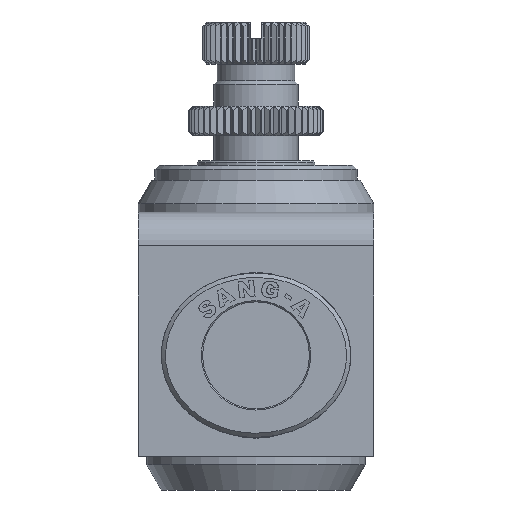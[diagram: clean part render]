
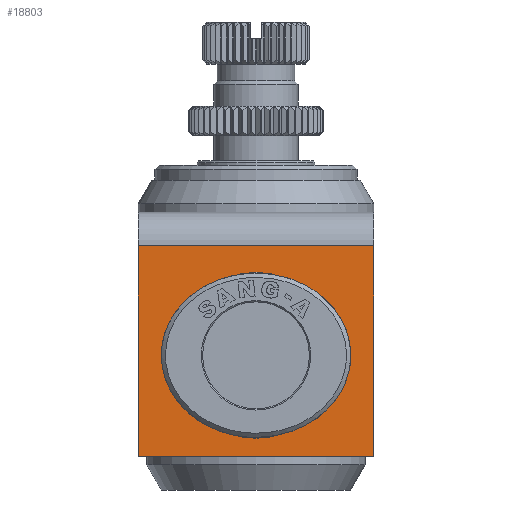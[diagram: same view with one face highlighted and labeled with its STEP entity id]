
A CAD part, left-side view. The second image highlights one B-rep face of the part: STEP entity #18803.
In plain terms, the highlighted planar face has unit normal (-1, 0, 0).
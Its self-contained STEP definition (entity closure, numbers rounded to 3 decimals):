
#794=LINE('',#26385,#2804);
#799=LINE('',#26399,#2809);
#800=LINE('',#26403,#2810);
#801=LINE('',#26405,#2811);
#2804=VECTOR('',#21402,1000.);
#2809=VECTOR('',#21413,1000.);
#2810=VECTOR('',#21418,1000.);
#2811=VECTOR('',#21419,1000.);
#4832=ORIENTED_EDGE('',*,*,#10591,.T.);
#4833=ORIENTED_EDGE('',*,*,#10592,.F.);
#4834=ORIENTED_EDGE('',*,*,#10583,.T.);
#4835=ORIENTED_EDGE('',*,*,#10590,.T.);
#4836=ORIENTED_EDGE('',*,*,#10593,.T.);
#10583=EDGE_CURVE('',#13464,#13463,#794,.T.);
#10590=EDGE_CURVE('',#13463,#13469,#799,.T.);
#10591=EDGE_CURVE('',#13470,#13470,#15333,.T.);
#10592=EDGE_CURVE('',#13464,#13471,#800,.T.);
#10593=EDGE_CURVE('',#13469,#13471,#801,.T.);
#13463=VERTEX_POINT('',#26384);
#13464=VERTEX_POINT('',#26386);
#13469=VERTEX_POINT('',#26398);
#13470=VERTEX_POINT('',#26402);
#13471=VERTEX_POINT('',#26404);
#15333=CIRCLE('',#19905,9.85);
#15736=EDGE_LOOP('',(#4832));
#15737=EDGE_LOOP('',(#4833,#4834,#4835,#4836));
#16886=FACE_BOUND('',#15736,.T.);
#16887=FACE_BOUND('',#15737,.T.);
#18032=PLANE('',#19904);
#18803=ADVANCED_FACE('',(#16886,#16887),#18032,.T.);
#19904=AXIS2_PLACEMENT_3D('',#26400,#21414,#21415);
#19905=AXIS2_PLACEMENT_3D('',#26401,#21416,#21417);
#21402=DIRECTION('',(0.,0.,-1.));
#21413=DIRECTION('',(0.,-1.,0.));
#21414=DIRECTION('',(-1.,0.,0.));
#21415=DIRECTION('',(0.,0.,1.));
#21416=DIRECTION('',(1.,0.,0.));
#21417=DIRECTION('',(0.,0.,1.));
#21418=DIRECTION('',(0.,-1.,0.));
#21419=DIRECTION('',(0.,0.,1.));
#26384=CARTESIAN_POINT('',(12.903,7.156,-11.934));
#26385=CARTESIAN_POINT('',(12.903,7.156,13.066));
#26386=CARTESIAN_POINT('',(12.903,7.156,13.066));
#26398=CARTESIAN_POINT('',(12.903,-20.844,-11.934));
#26399=CARTESIAN_POINT('',(12.903,7.156,-11.934));
#26400=CARTESIAN_POINT('',(12.903,-6.844,17.066));
#26401=CARTESIAN_POINT('',(12.903,-6.844,0.066));
#26402=CARTESIAN_POINT('',(12.903,-6.844,9.916));
#26403=CARTESIAN_POINT('',(12.903,7.156,13.066));
#26404=CARTESIAN_POINT('',(12.903,-20.844,13.066));
#26405=CARTESIAN_POINT('',(12.903,-20.844,-11.934));
